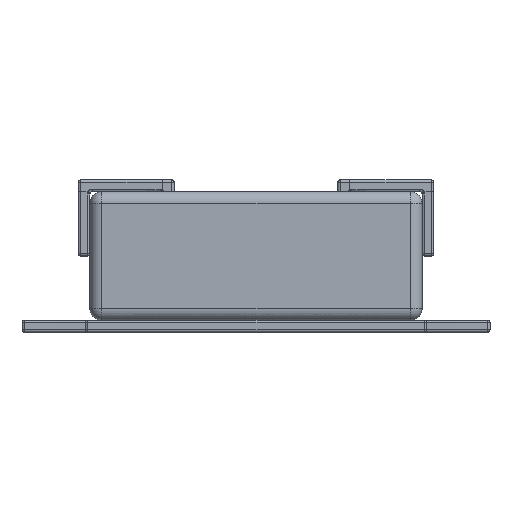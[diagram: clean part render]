
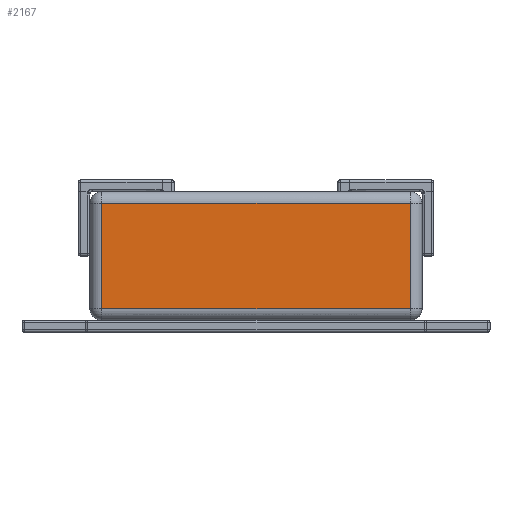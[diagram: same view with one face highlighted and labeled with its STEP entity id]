
A CAD part, left-side view. The second image highlights one B-rep face of the part: STEP entity #2167.
In plain terms, the highlighted face is planar.
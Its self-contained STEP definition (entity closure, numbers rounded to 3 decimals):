
#891 = CYLINDRICAL_SURFACE('',#892,0.05);
#892 = AXIS2_PLACEMENT_3D('',#893,#894,#895);
#893 = CARTESIAN_POINT('',(1.05,0.66,0.5));
#894 = DIRECTION('',(0.,-1.,0.));
#895 = DIRECTION('',(0.,0.,1.));
#1163 = CYLINDRICAL_SURFACE('',#1164,0.05);
#1164 = AXIS2_PLACEMENT_3D('',#1165,#1166,#1167);
#1165 = CARTESIAN_POINT('',(1.05,0.66,0.));
#1166 = DIRECTION('',(0.,0.,1.));
#1167 = DIRECTION('',(0.,1.,0.));
#1376 = CYLINDRICAL_SURFACE('',#1377,0.05);
#1377 = AXIS2_PLACEMENT_3D('',#1378,#1379,#1380);
#1378 = CARTESIAN_POINT('',(1.05,0.66,0.05));
#1379 = DIRECTION('',(0.,-1.,0.));
#1380 = DIRECTION('',(-0.,-0.,-1.));
#1516 = CYLINDRICAL_SURFACE('',#1517,0.05);
#1517 = AXIS2_PLACEMENT_3D('',#1518,#1519,#1520);
#1518 = CARTESIAN_POINT('',(1.05,-0.66,0.));
#1519 = DIRECTION('',(0.,0.,1.));
#1520 = DIRECTION('',(1.,0.,0.));
#1669 = VERTEX_POINT('',#1670);
#1670 = CARTESIAN_POINT('',(1.1,0.66,0.5));
#1692 = EDGE_CURVE('',#1669,#1693,#1695,.T.);
#1693 = VERTEX_POINT('',#1694);
#1694 = CARTESIAN_POINT('',(1.1,-0.66,0.5));
#1695 = SURFACE_CURVE('',#1696,(#1700,#1707),.PCURVE_S1.);
#1696 = LINE('',#1697,#1698);
#1697 = CARTESIAN_POINT('',(1.1,0.66,0.5));
#1698 = VECTOR('',#1699,1.);
#1699 = DIRECTION('',(0.,-1.,0.));
#1700 = PCURVE('',#891,#1701);
#1701 = DEFINITIONAL_REPRESENTATION('',(#1702),#1706);
#1702 = LINE('',#1703,#1704);
#1703 = CARTESIAN_POINT('',(-1.571,0.));
#1704 = VECTOR('',#1705,1.);
#1705 = DIRECTION('',(-0.,1.));
#1706 = ( GEOMETRIC_REPRESENTATION_CONTEXT(2) 
PARAMETRIC_REPRESENTATION_CONTEXT() REPRESENTATION_CONTEXT('2D SPACE',''
  ) );
#1707 = PCURVE('',#1708,#1713);
#1708 = PLANE('',#1709);
#1709 = AXIS2_PLACEMENT_3D('',#1710,#1711,#1712);
#1710 = CARTESIAN_POINT('',(1.1,0.71,0.));
#1711 = DIRECTION('',(1.,0.,0.));
#1712 = DIRECTION('',(0.,-1.,0.));
#1713 = DEFINITIONAL_REPRESENTATION('',(#1714),#1718);
#1714 = LINE('',#1715,#1716);
#1715 = CARTESIAN_POINT('',(0.05,-0.5));
#1716 = VECTOR('',#1717,1.);
#1717 = DIRECTION('',(1.,0.));
#1718 = ( GEOMETRIC_REPRESENTATION_CONTEXT(2) 
PARAMETRIC_REPRESENTATION_CONTEXT() REPRESENTATION_CONTEXT('2D SPACE',''
  ) );
#1931 = VERTEX_POINT('',#1932);
#1932 = CARTESIAN_POINT('',(1.1,0.66,0.05));
#1954 = EDGE_CURVE('',#1931,#1669,#1955,.T.);
#1955 = SURFACE_CURVE('',#1956,(#1960,#1967),.PCURVE_S1.);
#1956 = LINE('',#1957,#1958);
#1957 = CARTESIAN_POINT('',(1.1,0.66,0.));
#1958 = VECTOR('',#1959,1.);
#1959 = DIRECTION('',(0.,0.,1.));
#1960 = PCURVE('',#1163,#1961);
#1961 = DEFINITIONAL_REPRESENTATION('',(#1962),#1966);
#1962 = LINE('',#1963,#1964);
#1963 = CARTESIAN_POINT('',(-1.571,0.));
#1964 = VECTOR('',#1965,1.);
#1965 = DIRECTION('',(-0.,1.));
#1966 = ( GEOMETRIC_REPRESENTATION_CONTEXT(2) 
PARAMETRIC_REPRESENTATION_CONTEXT() REPRESENTATION_CONTEXT('2D SPACE',''
  ) );
#1967 = PCURVE('',#1708,#1968);
#1968 = DEFINITIONAL_REPRESENTATION('',(#1969),#1973);
#1969 = LINE('',#1970,#1971);
#1970 = CARTESIAN_POINT('',(0.05,0.));
#1971 = VECTOR('',#1972,1.);
#1972 = DIRECTION('',(0.,-1.));
#1973 = ( GEOMETRIC_REPRESENTATION_CONTEXT(2) 
PARAMETRIC_REPRESENTATION_CONTEXT() REPRESENTATION_CONTEXT('2D SPACE',''
  ) );
#2034 = EDGE_CURVE('',#1931,#2035,#2037,.T.);
#2035 = VERTEX_POINT('',#2036);
#2036 = CARTESIAN_POINT('',(1.1,-0.66,0.05));
#2037 = SURFACE_CURVE('',#2038,(#2042,#2049),.PCURVE_S1.);
#2038 = LINE('',#2039,#2040);
#2039 = CARTESIAN_POINT('',(1.1,0.66,0.05));
#2040 = VECTOR('',#2041,1.);
#2041 = DIRECTION('',(0.,-1.,0.));
#2042 = PCURVE('',#1376,#2043);
#2043 = DEFINITIONAL_REPRESENTATION('',(#2044),#2048);
#2044 = LINE('',#2045,#2046);
#2045 = CARTESIAN_POINT('',(1.571,0.));
#2046 = VECTOR('',#2047,1.);
#2047 = DIRECTION('',(0.,1.));
#2048 = ( GEOMETRIC_REPRESENTATION_CONTEXT(2) 
PARAMETRIC_REPRESENTATION_CONTEXT() REPRESENTATION_CONTEXT('2D SPACE',''
  ) );
#2049 = PCURVE('',#1708,#2050);
#2050 = DEFINITIONAL_REPRESENTATION('',(#2051),#2055);
#2051 = LINE('',#2052,#2053);
#2052 = CARTESIAN_POINT('',(0.05,-0.05));
#2053 = VECTOR('',#2054,1.);
#2054 = DIRECTION('',(1.,0.));
#2055 = ( GEOMETRIC_REPRESENTATION_CONTEXT(2) 
PARAMETRIC_REPRESENTATION_CONTEXT() REPRESENTATION_CONTEXT('2D SPACE',''
  ) );
#2137 = EDGE_CURVE('',#2035,#1693,#2138,.T.);
#2138 = SURFACE_CURVE('',#2139,(#2143,#2150),.PCURVE_S1.);
#2139 = LINE('',#2140,#2141);
#2140 = CARTESIAN_POINT('',(1.1,-0.66,0.));
#2141 = VECTOR('',#2142,1.);
#2142 = DIRECTION('',(0.,0.,1.));
#2143 = PCURVE('',#1516,#2144);
#2144 = DEFINITIONAL_REPRESENTATION('',(#2145),#2149);
#2145 = LINE('',#2146,#2147);
#2146 = CARTESIAN_POINT('',(-0.,0.));
#2147 = VECTOR('',#2148,1.);
#2148 = DIRECTION('',(-0.,1.));
#2149 = ( GEOMETRIC_REPRESENTATION_CONTEXT(2) 
PARAMETRIC_REPRESENTATION_CONTEXT() REPRESENTATION_CONTEXT('2D SPACE',''
  ) );
#2150 = PCURVE('',#1708,#2151);
#2151 = DEFINITIONAL_REPRESENTATION('',(#2152),#2156);
#2152 = LINE('',#2153,#2154);
#2153 = CARTESIAN_POINT('',(1.37,0.));
#2154 = VECTOR('',#2155,1.);
#2155 = DIRECTION('',(0.,-1.));
#2156 = ( GEOMETRIC_REPRESENTATION_CONTEXT(2) 
PARAMETRIC_REPRESENTATION_CONTEXT() REPRESENTATION_CONTEXT('2D SPACE',''
  ) );
#2167 = ADVANCED_FACE('',(#2168),#1708,.T.);
#2168 = FACE_BOUND('',#2169,.T.);
#2169 = EDGE_LOOP('',(#2170,#2171,#2172,#2173));
#2170 = ORIENTED_EDGE('',*,*,#1954,.T.);
#2171 = ORIENTED_EDGE('',*,*,#1692,.T.);
#2172 = ORIENTED_EDGE('',*,*,#2137,.F.);
#2173 = ORIENTED_EDGE('',*,*,#2034,.F.);
